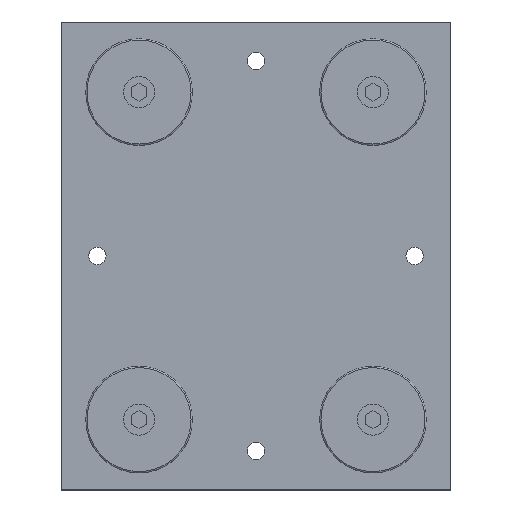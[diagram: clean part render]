
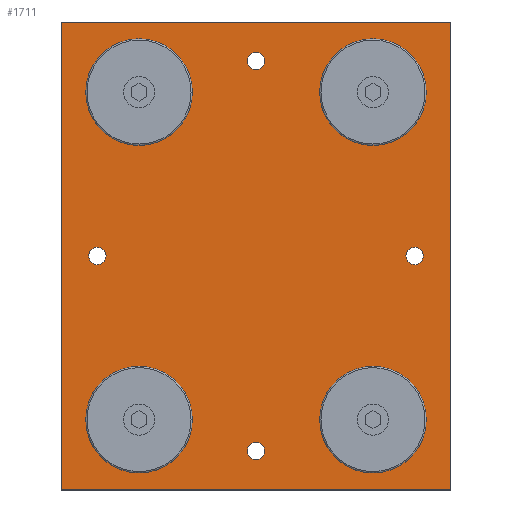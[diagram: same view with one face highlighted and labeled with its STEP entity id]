
A CAD part, top view. The second image highlights one B-rep face of the part: STEP entity #1711.
In plain terms, the highlighted face is planar.
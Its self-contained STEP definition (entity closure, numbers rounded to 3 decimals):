
#181=FACE_BOUND('',#400,.T.);
#182=FACE_BOUND('',#401,.T.);
#183=FACE_BOUND('',#402,.T.);
#184=FACE_BOUND('',#403,.T.);
#185=FACE_BOUND('',#404,.T.);
#186=FACE_BOUND('',#405,.T.);
#187=FACE_BOUND('',#406,.T.);
#188=FACE_BOUND('',#407,.T.);
#218=PLANE('',#2031);
#291=FACE_OUTER_BOUND('',#399,.T.);
#399=EDGE_LOOP('',(#1282,#1283,#1284,#1285));
#400=EDGE_LOOP('',(#1286));
#401=EDGE_LOOP('',(#1287));
#402=EDGE_LOOP('',(#1288));
#403=EDGE_LOOP('',(#1289));
#404=EDGE_LOOP('',(#1290));
#405=EDGE_LOOP('',(#1291));
#406=EDGE_LOOP('',(#1292));
#407=EDGE_LOOP('',(#1293));
#532=LINE('',#2811,#661);
#533=LINE('',#2813,#662);
#534=LINE('',#2815,#663);
#535=LINE('',#2816,#664);
#661=VECTOR('',#2291,10.);
#662=VECTOR('',#2292,10.);
#663=VECTOR('',#2293,10.);
#664=VECTOR('',#2294,10.);
#779=CIRCLE('',#1993,3.324);
#781=CIRCLE('',#1996,3.324);
#783=CIRCLE('',#1999,3.324);
#785=CIRCLE('',#2002,3.324);
#789=CIRCLE('',#2009,6.);
#793=CIRCLE('',#2016,6.);
#797=CIRCLE('',#2023,6.);
#801=CIRCLE('',#2030,6.);
#860=VERTEX_POINT('',#2735);
#862=VERTEX_POINT('',#2741);
#864=VERTEX_POINT('',#2747);
#866=VERTEX_POINT('',#2753);
#870=VERTEX_POINT('',#2766);
#874=VERTEX_POINT('',#2779);
#878=VERTEX_POINT('',#2792);
#882=VERTEX_POINT('',#2805);
#883=VERTEX_POINT('',#2809);
#884=VERTEX_POINT('',#2810);
#885=VERTEX_POINT('',#2812);
#886=VERTEX_POINT('',#2814);
#1006=EDGE_CURVE('',#860,#860,#779,.T.);
#1009=EDGE_CURVE('',#862,#862,#781,.T.);
#1012=EDGE_CURVE('',#864,#864,#783,.T.);
#1015=EDGE_CURVE('',#866,#866,#785,.T.);
#1021=EDGE_CURVE('',#870,#870,#789,.T.);
#1027=EDGE_CURVE('',#874,#874,#793,.T.);
#1033=EDGE_CURVE('',#878,#878,#797,.T.);
#1039=EDGE_CURVE('',#882,#882,#801,.T.);
#1040=EDGE_CURVE('',#883,#884,#532,.T.);
#1041=EDGE_CURVE('',#884,#885,#533,.T.);
#1042=EDGE_CURVE('',#885,#886,#534,.T.);
#1043=EDGE_CURVE('',#886,#883,#535,.T.);
#1282=ORIENTED_EDGE('',*,*,#1040,.T.);
#1283=ORIENTED_EDGE('',*,*,#1041,.T.);
#1284=ORIENTED_EDGE('',*,*,#1042,.T.);
#1285=ORIENTED_EDGE('',*,*,#1043,.T.);
#1286=ORIENTED_EDGE('',*,*,#1006,.T.);
#1287=ORIENTED_EDGE('',*,*,#1009,.T.);
#1288=ORIENTED_EDGE('',*,*,#1012,.T.);
#1289=ORIENTED_EDGE('',*,*,#1015,.T.);
#1290=ORIENTED_EDGE('',*,*,#1021,.T.);
#1291=ORIENTED_EDGE('',*,*,#1027,.T.);
#1292=ORIENTED_EDGE('',*,*,#1033,.T.);
#1293=ORIENTED_EDGE('',*,*,#1039,.T.);
#1711=ADVANCED_FACE('',(#291,#181,#182,#183,#184,#185,#186,#187,#188),#218,
 .T.);
#1993=AXIS2_PLACEMENT_3D('',#2737,#2202,#2203);
#1996=AXIS2_PLACEMENT_3D('',#2743,#2209,#2210);
#1999=AXIS2_PLACEMENT_3D('',#2749,#2216,#2217);
#2002=AXIS2_PLACEMENT_3D('',#2755,#2223,#2224);
#2009=AXIS2_PLACEMENT_3D('',#2768,#2239,#2240);
#2016=AXIS2_PLACEMENT_3D('',#2781,#2255,#2256);
#2023=AXIS2_PLACEMENT_3D('',#2794,#2271,#2272);
#2030=AXIS2_PLACEMENT_3D('',#2807,#2287,#2288);
#2031=AXIS2_PLACEMENT_3D('',#2808,#2289,#2290);
#2202=DIRECTION('center_axis',(0.,0.,1.));
#2203=DIRECTION('ref_axis',(1.,0.,0.));
#2209=DIRECTION('center_axis',(0.,0.,1.));
#2210=DIRECTION('ref_axis',(1.,0.,0.));
#2216=DIRECTION('center_axis',(0.,0.,1.));
#2217=DIRECTION('ref_axis',(1.,0.,0.));
#2223=DIRECTION('center_axis',(0.,0.,1.));
#2224=DIRECTION('ref_axis',(1.,0.,0.));
#2239=DIRECTION('center_axis',(0.,0.,1.));
#2240=DIRECTION('ref_axis',(1.,0.,0.));
#2255=DIRECTION('center_axis',(0.,0.,1.));
#2256=DIRECTION('ref_axis',(1.,0.,0.));
#2271=DIRECTION('center_axis',(0.,0.,1.));
#2272=DIRECTION('ref_axis',(1.,0.,0.));
#2287=DIRECTION('center_axis',(0.,0.,1.));
#2288=DIRECTION('ref_axis',(1.,0.,0.));
#2289=DIRECTION('center_axis',(0.,0.,-1.));
#2290=DIRECTION('ref_axis',(-1.,0.,0.));
#2291=DIRECTION('',(-1.,0.,0.));
#2292=DIRECTION('',(0.,1.,0.));
#2293=DIRECTION('',(1.,0.,0.));
#2294=DIRECTION('',(0.,-1.,0.));
#2735=CARTESIAN_POINT('',(-64.324,0.,-10.));
#2737=CARTESIAN_POINT('Origin',(-61.,0.,-10.));
#2741=CARTESIAN_POINT('',(-3.324,75.,-10.));
#2743=CARTESIAN_POINT('Origin',(0.,75.,-10.));
#2747=CARTESIAN_POINT('',(-3.324,-75.,-10.));
#2749=CARTESIAN_POINT('Origin',(0.,-75.,-10.));
#2753=CARTESIAN_POINT('',(57.677,0.,-10.));
#2755=CARTESIAN_POINT('Origin',(61.,0.,-10.));
#2766=CARTESIAN_POINT('',(39.,-63.,-10.));
#2768=CARTESIAN_POINT('Origin',(45.,-63.,-10.));
#2779=CARTESIAN_POINT('',(39.,63.,-10.));
#2781=CARTESIAN_POINT('Origin',(45.,63.,-10.));
#2792=CARTESIAN_POINT('',(-51.,63.,-10.));
#2794=CARTESIAN_POINT('Origin',(-45.,63.,-10.));
#2805=CARTESIAN_POINT('',(-51.,-63.,-10.));
#2807=CARTESIAN_POINT('Origin',(-45.,-63.,-10.));
#2808=CARTESIAN_POINT('Origin',(0.,0.,-10.));
#2809=CARTESIAN_POINT('',(75.,-90.,-10.));
#2810=CARTESIAN_POINT('',(-75.,-90.,-10.));
#2811=CARTESIAN_POINT('',(75.,-90.,-10.));
#2812=CARTESIAN_POINT('',(-75.,90.,-10.));
#2813=CARTESIAN_POINT('',(-75.,-90.,-10.));
#2814=CARTESIAN_POINT('',(75.,90.,-10.));
#2815=CARTESIAN_POINT('',(-75.,90.,-10.));
#2816=CARTESIAN_POINT('',(75.,90.,-10.));
